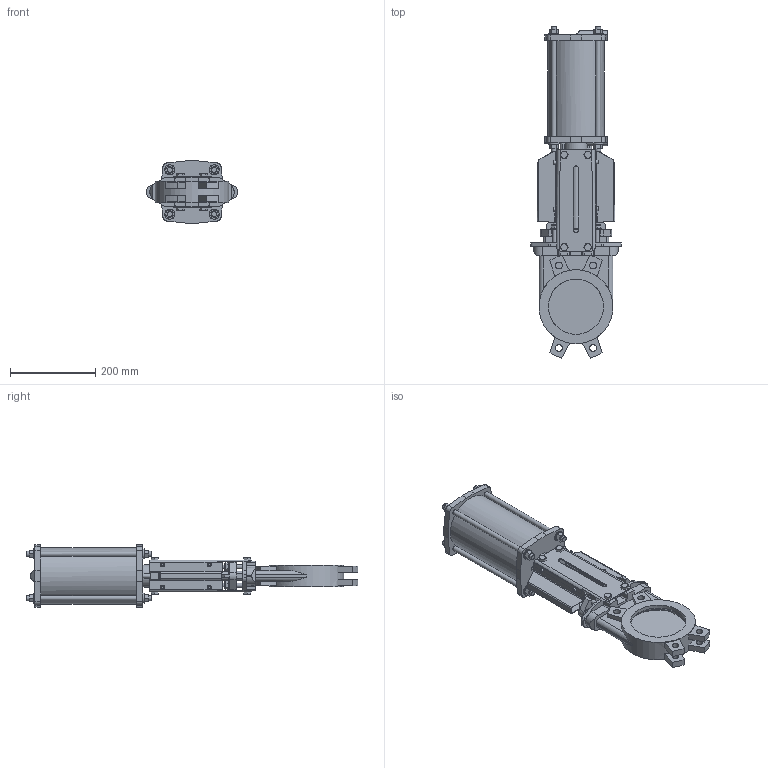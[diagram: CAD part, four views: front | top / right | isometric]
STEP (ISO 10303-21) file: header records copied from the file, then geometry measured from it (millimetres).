
FILE_DESCRIPTION( ( 'Unknown' ), '1' );
FILE_NAME( 'Stoffschieber DW- DN125.stp', 'Unknown', ( 'Unknown' ), ( 'Unknown' ), 'PSStep 13.0', 'Unknown', ' ' );
FILE_SCHEMA( ( 'AUTOMOTIVE_DESIGN { 1 0 10303 214 1 1 1 1 }' ) );
Length unit declared in the file: millimetre
Products named in the file (1): VG P DN125
Bounding box: 212 x 780.53 x 146.5 mm (x, y, z)
Volume: 3321308.5 mm3; surface area: 738346.6 mm2
Topology: 1 solids, 14 shells, 883 faces, 2247 edges, 1484 vertices
Faces by surface type: plane 602, cylinder 186, cone 59, extrusion 30, torus 6
Full cylindrical faces by diameter (mm): 4.134 x2, 5 x8, 5.5 x4, 8.72 x4, 10 x12, 11 x2, 12 x16, 13.5 x4, 16 x8, 17 x4, 20 x1, 22 x4, 24 x8, 125 x3, 125.2 x1, 129 x1, 130 x1, 133 x1, 139 x1, 152 x1, 174 x1
Entity records: 34255 total; most frequent: CARTESIAN_POINT 6327, ORIENTED_EDGE 4216, DIRECTION 4135, EDGE_CURVE 2108, VERTEX_POINT 1451, VECTOR 1449, LINE 1419, AXIS2_PLACEMENT_3D 1343
